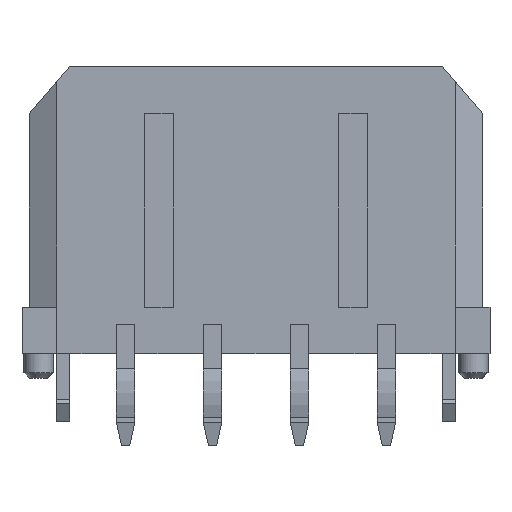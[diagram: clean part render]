
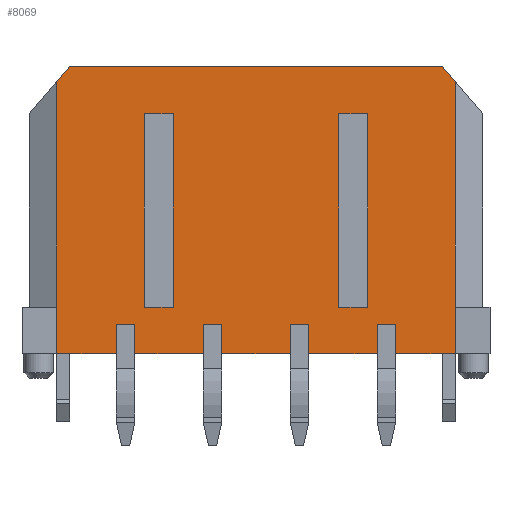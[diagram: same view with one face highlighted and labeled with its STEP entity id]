
A CAD part, front view. The second image highlights one B-rep face of the part: STEP entity #8069.
In plain terms, the highlighted planar face has unit normal (0, -1, 0).
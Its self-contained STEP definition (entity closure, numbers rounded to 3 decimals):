
#1487=DIRECTION('',(-1.,0.,0.));
#1488=VECTOR('',#1487,2.055);
#1489=CARTESIAN_POINT('',(6.875,-3.43,-4.955));
#1490=LINE('',#1489,#1488);
#1503=DIRECTION('',(-1.,0.,0.));
#1504=VECTOR('',#1503,2.36);
#1505=CARTESIAN_POINT('',(4.18,-3.43,-4.955));
#1506=LINE('',#1505,#1504);
#1519=DIRECTION('',(-1.,0.,0.));
#1520=VECTOR('',#1519,2.36);
#1521=CARTESIAN_POINT('',(1.18,-3.43,-4.955));
#1522=LINE('',#1521,#1520);
#1543=DIRECTION('',(-1.,0.,0.));
#1544=VECTOR('',#1543,2.055);
#1545=CARTESIAN_POINT('',(-4.82,-3.43,-4.955));
#1546=LINE('',#1545,#1544);
#1551=DIRECTION('',(-1.,0.,0.));
#1552=VECTOR('',#1551,2.36);
#1553=CARTESIAN_POINT('',(-1.82,-3.43,-4.955));
#1554=LINE('',#1553,#1552);
#1563=DIRECTION('',(1.,0.,0.));
#1564=VECTOR('',#1563,1.);
#1565=CARTESIAN_POINT('',(-3.85,-3.43,3.315));
#1566=LINE('',#1565,#1564);
#1567=DIRECTION('',(0.,0.,1.));
#1568=VECTOR('',#1567,6.67);
#1569=CARTESIAN_POINT('',(-3.85,-3.43,-3.355));
#1570=LINE('',#1569,#1568);
#1571=DIRECTION('',(1.,0.,0.));
#1572=VECTOR('',#1571,1.);
#1573=CARTESIAN_POINT('',(-3.85,-3.43,-3.355));
#1574=LINE('',#1573,#1572);
#1575=DIRECTION('',(0.,0.,1.));
#1576=VECTOR('',#1575,6.67);
#1577=CARTESIAN_POINT('',(-2.85,-3.43,-3.355));
#1578=LINE('',#1577,#1576);
#1579=DIRECTION('',(1.,0.,0.));
#1580=VECTOR('',#1579,1.);
#1581=CARTESIAN_POINT('',(2.85,-3.43,3.315));
#1582=LINE('',#1581,#1580);
#1583=DIRECTION('',(0.,0.,1.));
#1584=VECTOR('',#1583,6.67);
#1585=CARTESIAN_POINT('',(2.85,-3.43,-3.355));
#1586=LINE('',#1585,#1584);
#1587=DIRECTION('',(1.,0.,0.));
#1588=VECTOR('',#1587,1.);
#1589=CARTESIAN_POINT('',(2.85,-3.43,-3.355));
#1590=LINE('',#1589,#1588);
#1591=DIRECTION('',(0.,0.,1.));
#1592=VECTOR('',#1591,6.67);
#1593=CARTESIAN_POINT('',(3.85,-3.43,-3.355));
#1594=LINE('',#1593,#1592);
#1595=DIRECTION('',(0.,0.,1.));
#1596=VECTOR('',#1595,1.);
#1597=CARTESIAN_POINT('',(-4.82,-3.43,-4.955));
#1598=LINE('',#1597,#1596);
#1599=DIRECTION('',(0.,0.,-1.));
#1600=VECTOR('',#1599,7.783);
#1601=CARTESIAN_POINT('',(-6.875,-3.43,4.428));
#1602=LINE('',#1601,#1600);
#1603=DIRECTION('',(-0.649,0.,-0.761));
#1604=VECTOR('',#1603,0.693);
#1605=CARTESIAN_POINT('',(-6.425,-3.43,4.955));
#1606=LINE('',#1605,#1604);
#1607=DIRECTION('',(1.,0.,0.));
#1608=VECTOR('',#1607,12.85);
#1609=CARTESIAN_POINT('',(-6.425,-3.43,4.955));
#1610=LINE('',#1609,#1608);
#1611=DIRECTION('',(-0.649,0.,0.761));
#1612=VECTOR('',#1611,0.693);
#1613=CARTESIAN_POINT('',(6.875,-3.43,4.428));
#1614=LINE('',#1613,#1612);
#1615=DIRECTION('',(0.,0.,-1.));
#1616=VECTOR('',#1615,7.783);
#1617=CARTESIAN_POINT('',(6.875,-3.43,4.428));
#1618=LINE('',#1617,#1616);
#1619=DIRECTION('',(0.,0.,-1.));
#1620=VECTOR('',#1619,1.6);
#1621=CARTESIAN_POINT('',(6.875,-3.43,-3.355));
#1622=LINE('',#1621,#1620);
#1623=DIRECTION('',(0.,0.,1.));
#1624=VECTOR('',#1623,1.);
#1625=CARTESIAN_POINT('',(4.82,-3.43,-4.955));
#1626=LINE('',#1625,#1624);
#1627=DIRECTION('',(1.,0.,0.));
#1628=VECTOR('',#1627,0.64);
#1629=CARTESIAN_POINT('',(4.18,-3.43,-3.955));
#1630=LINE('',#1629,#1628);
#1631=DIRECTION('',(0.,0.,1.));
#1632=VECTOR('',#1631,1.);
#1633=CARTESIAN_POINT('',(4.18,-3.43,-4.955));
#1634=LINE('',#1633,#1632);
#1635=DIRECTION('',(0.,0.,1.));
#1636=VECTOR('',#1635,1.);
#1637=CARTESIAN_POINT('',(1.82,-3.43,-4.955));
#1638=LINE('',#1637,#1636);
#1639=DIRECTION('',(1.,0.,0.));
#1640=VECTOR('',#1639,0.64);
#1641=CARTESIAN_POINT('',(1.18,-3.43,-3.955));
#1642=LINE('',#1641,#1640);
#1643=DIRECTION('',(0.,0.,1.));
#1644=VECTOR('',#1643,1.);
#1645=CARTESIAN_POINT('',(1.18,-3.43,-4.955));
#1646=LINE('',#1645,#1644);
#1647=DIRECTION('',(0.,0.,1.));
#1648=VECTOR('',#1647,1.);
#1649=CARTESIAN_POINT('',(-1.18,-3.43,-4.955));
#1650=LINE('',#1649,#1648);
#1651=DIRECTION('',(1.,0.,0.));
#1652=VECTOR('',#1651,0.64);
#1653=CARTESIAN_POINT('',(-1.82,-3.43,-3.955));
#1654=LINE('',#1653,#1652);
#1655=DIRECTION('',(0.,0.,1.));
#1656=VECTOR('',#1655,1.);
#1657=CARTESIAN_POINT('',(-1.82,-3.43,-4.955));
#1658=LINE('',#1657,#1656);
#1659=DIRECTION('',(0.,0.,1.));
#1660=VECTOR('',#1659,1.);
#1661=CARTESIAN_POINT('',(-4.18,-3.43,-4.955));
#1662=LINE('',#1661,#1660);
#1663=DIRECTION('',(1.,0.,0.));
#1664=VECTOR('',#1663,0.64);
#1665=CARTESIAN_POINT('',(-4.82,-3.43,-3.955));
#1666=LINE('',#1665,#1664);
#1731=DIRECTION('',(0.,0.,-1.));
#1732=VECTOR('',#1731,1.6);
#1733=CARTESIAN_POINT('',(-6.875,-3.43,-3.355));
#1734=LINE('',#1733,#1732);
#4603=CARTESIAN_POINT('',(-6.425,-3.43,4.955));
#4604=CARTESIAN_POINT('',(6.425,-3.43,4.955));
#4605=VERTEX_POINT('',#4603);
#4606=VERTEX_POINT('',#4604);
#4688=CARTESIAN_POINT('',(4.18,-3.43,-4.955));
#4690=VERTEX_POINT('',#4688);
#4692=CARTESIAN_POINT('',(4.82,-3.43,-4.955));
#4694=VERTEX_POINT('',#4692);
#4700=CARTESIAN_POINT('',(1.18,-3.43,-4.955));
#4702=VERTEX_POINT('',#4700);
#4704=CARTESIAN_POINT('',(1.82,-3.43,-4.955));
#4706=VERTEX_POINT('',#4704);
#4712=CARTESIAN_POINT('',(-1.82,-3.43,-4.955));
#4714=VERTEX_POINT('',#4712);
#4716=CARTESIAN_POINT('',(-1.18,-3.43,-4.955));
#4718=VERTEX_POINT('',#4716);
#4724=CARTESIAN_POINT('',(-4.82,-3.43,-4.955));
#4726=VERTEX_POINT('',#4724);
#4728=CARTESIAN_POINT('',(-4.18,-3.43,-4.955));
#4730=VERTEX_POINT('',#4728);
#4736=CARTESIAN_POINT('',(6.875,-3.43,-3.355));
#4738=VERTEX_POINT('',#4736);
#4740=CARTESIAN_POINT('',(-6.875,-3.43,-3.355));
#4742=VERTEX_POINT('',#4740);
#4747=CARTESIAN_POINT('',(6.875,-3.43,-4.955));
#4748=VERTEX_POINT('',#4747);
#4749=CARTESIAN_POINT('',(-6.875,-3.43,-4.955));
#4750=VERTEX_POINT('',#4749);
#4751=CARTESIAN_POINT('',(4.18,-3.43,-3.955));
#4752=VERTEX_POINT('',#4751);
#4753=CARTESIAN_POINT('',(4.82,-3.43,-3.955));
#4754=VERTEX_POINT('',#4753);
#4755=CARTESIAN_POINT('',(1.18,-3.43,-3.955));
#4756=VERTEX_POINT('',#4755);
#4757=CARTESIAN_POINT('',(1.82,-3.43,-3.955));
#4758=VERTEX_POINT('',#4757);
#4759=CARTESIAN_POINT('',(-1.82,-3.43,-3.955));
#4760=VERTEX_POINT('',#4759);
#4761=CARTESIAN_POINT('',(-1.18,-3.43,-3.955));
#4762=VERTEX_POINT('',#4761);
#4763=CARTESIAN_POINT('',(-4.82,-3.43,-3.955));
#4764=VERTEX_POINT('',#4763);
#4765=CARTESIAN_POINT('',(-4.18,-3.43,-3.955));
#4766=VERTEX_POINT('',#4765);
#5183=CARTESIAN_POINT('',(-3.85,-3.43,3.315));
#5184=CARTESIAN_POINT('',(-2.85,-3.43,3.315));
#5185=VERTEX_POINT('',#5183);
#5186=VERTEX_POINT('',#5184);
#5187=CARTESIAN_POINT('',(2.85,-3.43,3.315));
#5188=CARTESIAN_POINT('',(3.85,-3.43,3.315));
#5189=VERTEX_POINT('',#5187);
#5190=VERTEX_POINT('',#5188);
#5191=CARTESIAN_POINT('',(-3.85,-3.43,-3.355));
#5192=CARTESIAN_POINT('',(-2.85,-3.43,-3.355));
#5193=VERTEX_POINT('',#5191);
#5194=VERTEX_POINT('',#5192);
#5195=CARTESIAN_POINT('',(2.85,-3.43,-3.355));
#5196=CARTESIAN_POINT('',(3.85,-3.43,-3.355));
#5197=VERTEX_POINT('',#5195);
#5198=VERTEX_POINT('',#5196);
#5663=CARTESIAN_POINT('',(6.875,-3.43,4.428));
#5664=VERTEX_POINT('',#5663);
#5665=CARTESIAN_POINT('',(-6.875,-3.43,4.428));
#5666=VERTEX_POINT('',#5665);
#8005=CARTESIAN_POINT('',(-7.825,-3.43,4.955));
#8006=DIRECTION('',(0.,-1.,0.));
#8007=DIRECTION('',(0.,0.,-1.));
#8008=AXIS2_PLACEMENT_3D('',#8005,#8006,#8007);
#8009=PLANE('',#8008);
#8010=ORIENTED_EDGE('',*,*,#7800,.F.);
#8011=ORIENTED_EDGE('',*,*,#7985,.T.);
#8013=ORIENTED_EDGE('',*,*,#8012,.F.);
#8015=ORIENTED_EDGE('',*,*,#8014,.F.);
#8016=ORIENTED_EDGE('',*,*,#6542,.F.);
#8018=ORIENTED_EDGE('',*,*,#8017,.T.);
#8019=ORIENTED_EDGE('',*,*,#6489,.F.);
#8021=ORIENTED_EDGE('',*,*,#8020,.T.);
#8023=ORIENTED_EDGE('',*,*,#8022,.T.);
#8024=ORIENTED_EDGE('',*,*,#7931,.T.);
#8025=ORIENTED_EDGE('',*,*,#7607,.T.);
#8026=ORIENTED_EDGE('',*,*,#7685,.F.);
#8027=ORIENTED_EDGE('',*,*,#7729,.F.);
#8028=ORIENTED_EDGE('',*,*,#7950,.T.);
#8030=ORIENTED_EDGE('',*,*,#8029,.T.);
#8032=ORIENTED_EDGE('',*,*,#8031,.F.);
#8034=ORIENTED_EDGE('',*,*,#8033,.F.);
#8035=ORIENTED_EDGE('',*,*,#7964,.T.);
#8037=ORIENTED_EDGE('',*,*,#8036,.T.);
#8039=ORIENTED_EDGE('',*,*,#8038,.F.);
#8041=ORIENTED_EDGE('',*,*,#8040,.F.);
#8042=ORIENTED_EDGE('',*,*,#7997,.T.);
#8044=ORIENTED_EDGE('',*,*,#8043,.T.);
#8046=ORIENTED_EDGE('',*,*,#8045,.F.);
#8047=EDGE_LOOP('',(#8010,#8011,#8013,#8015,#8016,#8018,#8019,#8021,#8023,#8024,
#8025,#8026,#8027,#8028,#8030,#8032,#8034,#8035,#8037,#8039,#8041,#8042,#8044,
#8046));
#8048=FACE_OUTER_BOUND('',#8047,.F.);
#8050=ORIENTED_EDGE('',*,*,#8049,.F.);
#8052=ORIENTED_EDGE('',*,*,#8051,.F.);
#8054=ORIENTED_EDGE('',*,*,#8053,.T.);
#8056=ORIENTED_EDGE('',*,*,#8055,.T.);
#8057=EDGE_LOOP('',(#8050,#8052,#8054,#8056));
#8058=FACE_BOUND('',#8057,.F.);
#8060=ORIENTED_EDGE('',*,*,#8059,.F.);
#8062=ORIENTED_EDGE('',*,*,#8061,.F.);
#8064=ORIENTED_EDGE('',*,*,#8063,.T.);
#8066=ORIENTED_EDGE('',*,*,#8065,.T.);
#8067=EDGE_LOOP('',(#8060,#8062,#8064,#8066));
#8068=FACE_BOUND('',#8067,.F.);
#8069=ADVANCED_FACE('',(#8048,#8058,#8068),#8009,.T.);
#6489=EDGE_CURVE('',#5664,#4606,#1614,.T.);
#6542=EDGE_CURVE('',#4605,#5666,#1606,.T.);
#7607=EDGE_CURVE('',#4694,#4754,#1626,.T.);
#7685=EDGE_CURVE('',#4752,#4754,#1630,.T.);
#7729=EDGE_CURVE('',#4690,#4752,#1634,.T.);
#7800=EDGE_CURVE('',#4726,#4764,#1598,.T.);
#7931=EDGE_CURVE('',#4748,#4694,#1490,.T.);
#7950=EDGE_CURVE('',#4690,#4706,#1506,.T.);
#7964=EDGE_CURVE('',#4702,#4718,#1522,.T.);
#7985=EDGE_CURVE('',#4726,#4750,#1546,.T.);
#7997=EDGE_CURVE('',#4714,#4730,#1554,.T.);
#8012=EDGE_CURVE('',#4742,#4750,#1734,.T.);
#8014=EDGE_CURVE('',#5666,#4742,#1602,.T.);
#8017=EDGE_CURVE('',#4605,#4606,#1610,.T.);
#8020=EDGE_CURVE('',#5664,#4738,#1618,.T.);
#8022=EDGE_CURVE('',#4738,#4748,#1622,.T.);
#8029=EDGE_CURVE('',#4706,#4758,#1638,.T.);
#8031=EDGE_CURVE('',#4756,#4758,#1642,.T.);
#8033=EDGE_CURVE('',#4702,#4756,#1646,.T.);
#8036=EDGE_CURVE('',#4718,#4762,#1650,.T.);
#8038=EDGE_CURVE('',#4760,#4762,#1654,.T.);
#8040=EDGE_CURVE('',#4714,#4760,#1658,.T.);
#8043=EDGE_CURVE('',#4730,#4766,#1662,.T.);
#8045=EDGE_CURVE('',#4764,#4766,#1666,.T.);
#8049=EDGE_CURVE('',#5189,#5190,#1582,.T.);
#8051=EDGE_CURVE('',#5197,#5189,#1586,.T.);
#8053=EDGE_CURVE('',#5197,#5198,#1590,.T.);
#8055=EDGE_CURVE('',#5198,#5190,#1594,.T.);
#8059=EDGE_CURVE('',#5185,#5186,#1566,.T.);
#8061=EDGE_CURVE('',#5193,#5185,#1570,.T.);
#8063=EDGE_CURVE('',#5193,#5194,#1574,.T.);
#8065=EDGE_CURVE('',#5194,#5186,#1578,.T.);
